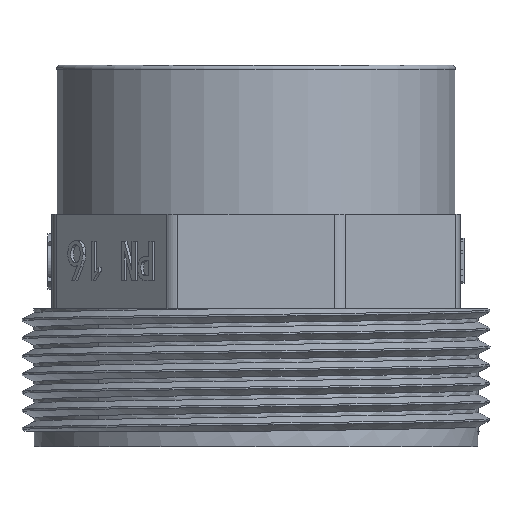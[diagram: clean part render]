
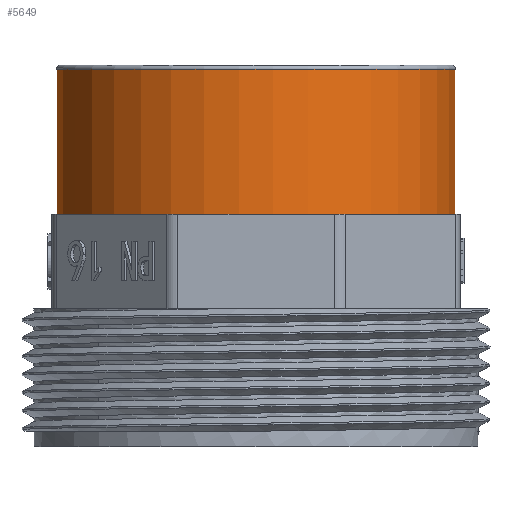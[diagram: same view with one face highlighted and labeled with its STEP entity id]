
A CAD part, front view. The second image highlights one B-rep face of the part: STEP entity #5649.
In plain terms, the highlighted cylindrical face has radius 25.5 mm (diameter 51 mm), a full revolution.
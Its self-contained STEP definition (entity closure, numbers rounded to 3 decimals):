
#410=FACE_OUTER_BOUND('',#761,.T.);
#761=EDGE_LOOP('',(#4227,#4228,#4229,#4230,#4231));
#1082=CIRCLE('',#6029,25.5);
#1087=CIRCLE('',#6036,25.5);
#1088=CIRCLE('',#6037,25.5);
#1488=LINE('',#13330,#2049);
#2049=VECTOR('',#6658,25.5);
#2732=VERTEX_POINT('',#13313);
#2736=VERTEX_POINT('',#13324);
#2737=VERTEX_POINT('',#13326);
#3332=EDGE_CURVE('',#2732,#2732,#1082,.T.);
#3338=EDGE_CURVE('',#2737,#2736,#1087,.T.);
#3339=EDGE_CURVE('',#2736,#2737,#1088,.T.);
#3340=EDGE_CURVE('',#2737,#2732,#1488,.T.);
#4227=ORIENTED_EDGE('',*,*,#3338,.T.);
#4228=ORIENTED_EDGE('',*,*,#3339,.T.);
#4229=ORIENTED_EDGE('',*,*,#3340,.T.);
#4230=ORIENTED_EDGE('',*,*,#3332,.F.);
#4231=ORIENTED_EDGE('',*,*,#3340,.F.);
#5589=CYLINDRICAL_SURFACE('',#6038,25.5);
#5649=ADVANCED_FACE('',(#410),#5589,.T.);
#6029=AXIS2_PLACEMENT_3D('',#13314,#6637,#6638);
#6036=AXIS2_PLACEMENT_3D('',#13327,#6652,#6653);
#6037=AXIS2_PLACEMENT_3D('',#13328,#6654,#6655);
#6038=AXIS2_PLACEMENT_3D('',#13329,#6656,#6657);
#6637=DIRECTION('center_axis',(0.,0.,-1.));
#6638=DIRECTION('ref_axis',(-0.707,-0.707,0.));
#6652=DIRECTION('center_axis',(0.,0.,-1.));
#6653=DIRECTION('ref_axis',(0.707,0.707,0.));
#6654=DIRECTION('center_axis',(0.,0.,-1.));
#6655=DIRECTION('ref_axis',(0.707,0.707,0.));
#6656=DIRECTION('center_axis',(0.,0.,1.));
#6657=DIRECTION('ref_axis',(-0.707,-0.707,0.));
#6658=DIRECTION('',(0.,0.,-1.));
#13313=CARTESIAN_POINT('',(18.031,18.031,29.6));
#13314=CARTESIAN_POINT('Origin',(0.,0.,
29.6));
#13324=CARTESIAN_POINT('',(-18.031,-18.031,48.1));
#13326=CARTESIAN_POINT('',(18.031,18.031,48.1));
#13327=CARTESIAN_POINT('Origin',(0.,0.,
48.1));
#13328=CARTESIAN_POINT('Origin',(0.,0.,
48.1));
#13329=CARTESIAN_POINT('Origin',(0.,0.,
-2.4));
#13330=CARTESIAN_POINT('',(18.031,18.031,-2.4));
